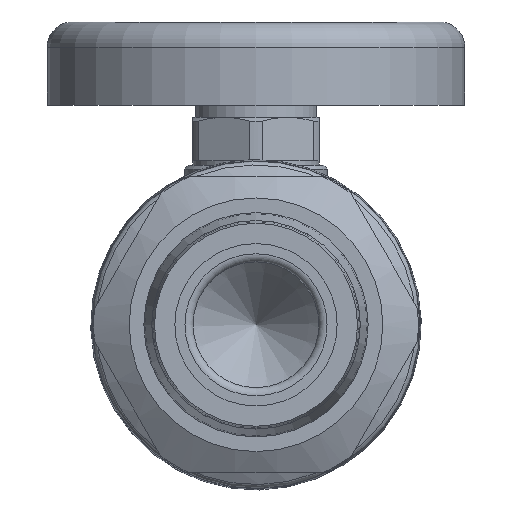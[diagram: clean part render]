
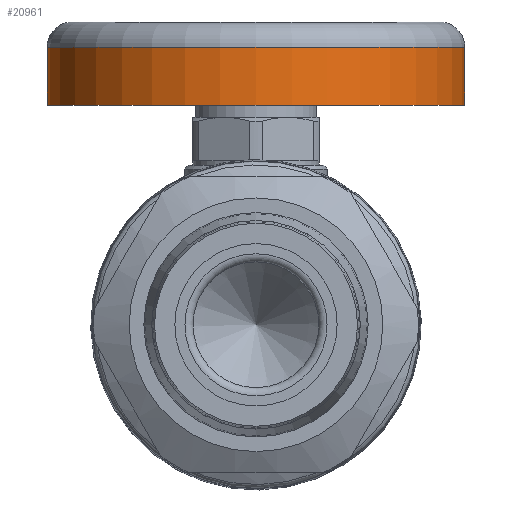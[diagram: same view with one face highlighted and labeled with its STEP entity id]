
A CAD part, front view. The second image highlights one B-rep face of the part: STEP entity #20961.
In plain terms, the highlighted cylindrical face has radius 26.162 mm (diameter 52.324 mm), a full revolution.
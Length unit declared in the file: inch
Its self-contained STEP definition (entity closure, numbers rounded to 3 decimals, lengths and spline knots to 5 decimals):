
#208=CYLINDRICAL_SURFACE('',#22620,1.03);
#3101=FACE_OUTER_BOUND('',#4411,.T.);
#4411=EDGE_LOOP('',(#17202,#17203,#17204,#17205,#17206));
#5625=LINE('',#44846,#6721);
#6721=VECTOR('',#26644,1.03);
#7584=CIRCLE('',#22618,1.03);
#7585=CIRCLE('',#22619,1.03);
#7586=CIRCLE('',#22621,1.03);
#9333=VERTEX_POINT('',#44839);
#9334=VERTEX_POINT('',#44841);
#9335=VERTEX_POINT('',#44845);
#11989=EDGE_CURVE('',#9333,#9334,#7584,.T.);
#11990=EDGE_CURVE('',#9334,#9333,#7585,.T.);
#11991=EDGE_CURVE('',#9334,#9335,#5625,.T.);
#11992=EDGE_CURVE('',#9335,#9335,#7586,.T.);
#17202=ORIENTED_EDGE('',*,*,#11990,.F.);
#17203=ORIENTED_EDGE('',*,*,#11991,.T.);
#17204=ORIENTED_EDGE('',*,*,#11992,.F.);
#17205=ORIENTED_EDGE('',*,*,#11991,.F.);
#17206=ORIENTED_EDGE('',*,*,#11989,.F.);
#20961=ADVANCED_FACE('',(#3101),#208,.T.);
#22618=AXIS2_PLACEMENT_3D('',#44842,#26638,#26639);
#22619=AXIS2_PLACEMENT_3D('',#44843,#26640,#26641);
#22620=AXIS2_PLACEMENT_3D('',#44844,#26642,#26643);
#22621=AXIS2_PLACEMENT_3D('',#44847,#26645,#26646);
#26638=DIRECTION('center_axis',(0.,0.,
1.));
#26639=DIRECTION('ref_axis',(0.,-1.,0.));
#26640=DIRECTION('center_axis',(0.,0.,
1.));
#26641=DIRECTION('ref_axis',(0.,-1.,0.));
#26642=DIRECTION('center_axis',(0.,0.,
1.));
#26643=DIRECTION('ref_axis',(0.,-1.,0.));
#26644=DIRECTION('',(0.,0.,-1.));
#26645=DIRECTION('center_axis',(0.,0.,
-1.));
#26646=DIRECTION('ref_axis',(0.,-1.,0.));
#44839=CARTESIAN_POINT('',(0.,1.19441,1.3674));
#44841=CARTESIAN_POINT('',(0.,3.25441,1.3674));
#44842=CARTESIAN_POINT('Origin',(0.,2.22441,
1.3674));
#44843=CARTESIAN_POINT('Origin',(0.,2.22441,
1.3674));
#44844=CARTESIAN_POINT('Origin',(0.,2.22441,
1.0824));
#44845=CARTESIAN_POINT('',(0.,3.25441,1.0824));
#44846=CARTESIAN_POINT('',(0.,3.25441,1.0824));
#44847=CARTESIAN_POINT('Origin',(0.,2.22441,
1.0824));
